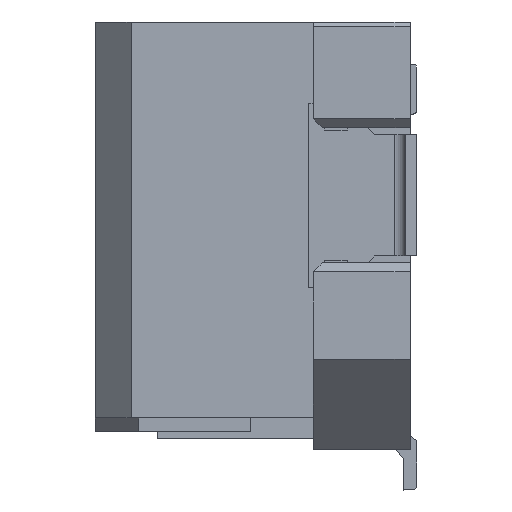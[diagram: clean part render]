
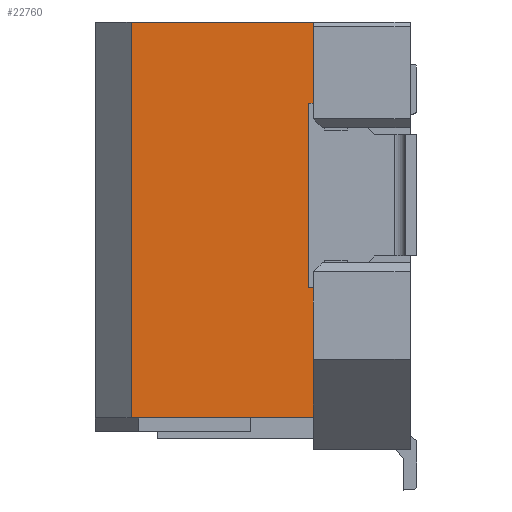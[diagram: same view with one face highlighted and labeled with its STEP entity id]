
A CAD part, left-side view. The second image highlights one B-rep face of the part: STEP entity #22760.
In plain terms, the highlighted planar face has unit normal (-1, 0, 0).
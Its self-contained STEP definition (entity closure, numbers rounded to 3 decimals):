
#21340=CARTESIAN_POINT('',(45.66,-91.45,
7.));
#21350=VERTEX_POINT('',#21340);
#21380=CARTESIAN_POINT('',(45.66,-89.086,
7.));
#21390=DIRECTION('',(0.,-1.,0.));
#21400=VECTOR('',#21390,1.);
#21410=LINE('',#21380,#21400);
#21420=CARTESIAN_POINT('',(45.66,-87.4,
7.));
#21430=VERTEX_POINT('',#21420);
#21440=EDGE_CURVE('',#21430,#21350,#21410,.T.);
#21960=CARTESIAN_POINT('',(45.66,-91.45,
5.35));
#21970=VERTEX_POINT('',#21960);
#22260=CARTESIAN_POINT('',(45.66,-91.45,
0.95));
#22270=VERTEX_POINT('',#22260);
#22300=CARTESIAN_POINT('',(45.66,-91.45,
0.5));
#22310=DIRECTION('',(0.,0.,-1.));
#22320=VECTOR('',#22310,1.);
#22330=LINE('',#22300,#22320);
#22340=EDGE_CURVE('',#21970,#22270,#22330,.T.);
#22390=CARTESIAN_POINT('',(45.66,-86.6,
-2.1));
#22400=DIRECTION('',(-1.,0.,0.));
#22410=DIRECTION('',(0.,0.,-1.));
#22420=AXIS2_PLACEMENT_3D('',#22390,#22400,#22410);
#22430=PLANE('',#22420);
#22440=CARTESIAN_POINT('',(45.66,-91.45,
0.5));
#22450=DIRECTION('',(0.,0.,1.));
#22460=VECTOR('',#22450,1.);
#22470=LINE('',#22440,#22460);
#22480=EDGE_CURVE('',#21970,#21350,#22470,.T.);
#22490=ORIENTED_EDGE('',*,*,#22480,.T.);
#22500=ORIENTED_EDGE('',*,*,#22340,.F.);
#22510=CARTESIAN_POINT('',(45.66,-91.45,
0.5));
#22520=DIRECTION('',(0.,0.,1.));
#22530=VECTOR('',#22520,1.);
#22540=LINE('',#22510,#22530);
#22550=CARTESIAN_POINT('',(45.66,-91.45,
-1.8));
#22560=VERTEX_POINT('',#22550);
#22570=EDGE_CURVE('',#22560,#22270,#22540,.T.);
#22580=ORIENTED_EDGE('',*,*,#22570,.T.);
#22590=CARTESIAN_POINT('',(45.66,-89.086,
-1.8));
#22600=DIRECTION('',(0.,-1.,0.));
#22610=VECTOR('',#22600,1.);
#22620=LINE('',#22590,#22610);
#22630=CARTESIAN_POINT('',(45.66,-87.4,
-1.8));
#22640=VERTEX_POINT('',#22630);
#22650=EDGE_CURVE('',#22640,#22560,#22620,.T.);
#22660=ORIENTED_EDGE('',*,*,#22650,.T.);
#22670=CARTESIAN_POINT('',(45.66,-87.4,
2.6));
#22680=DIRECTION('',(0.,0.,-1.));
#22690=VECTOR('',#22680,1.);
#22700=LINE('',#22670,#22690);
#22710=EDGE_CURVE('',#21430,#22640,#22700,.T.);
#22720=ORIENTED_EDGE('',*,*,#22710,.T.);
#22730=ORIENTED_EDGE('',*,*,#21440,.F.);
#22740=EDGE_LOOP('',(#22730,#22720,#22660,#22580,#22500,#22490));
#22750=FACE_OUTER_BOUND('',#22740,.T.);
#22760=ADVANCED_FACE('',(#22750),#22430,.T.);
